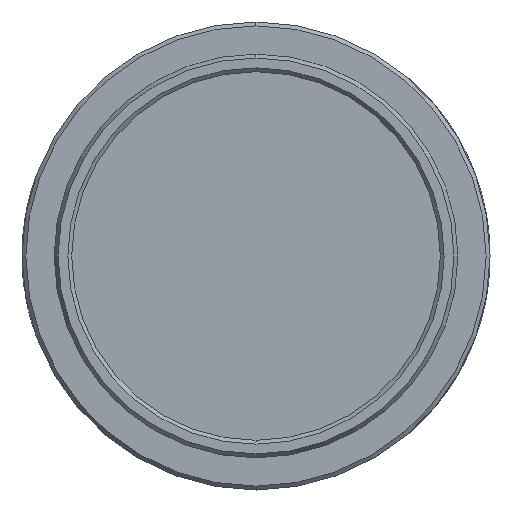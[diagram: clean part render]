
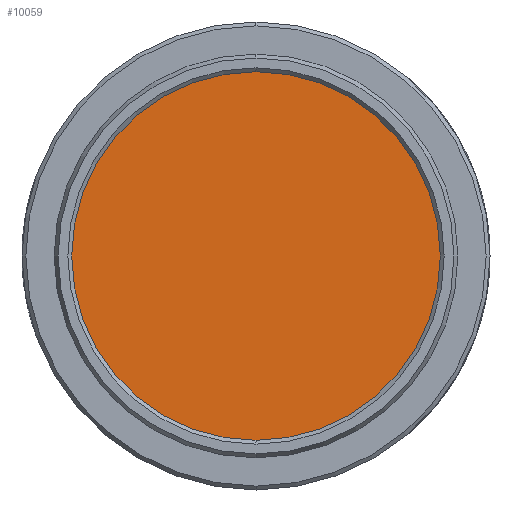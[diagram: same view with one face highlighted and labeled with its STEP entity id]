
A CAD part, left-side view. The second image highlights one B-rep face of the part: STEP entity #10059.
In plain terms, the highlighted planar face has unit normal (-1, 0, 0).
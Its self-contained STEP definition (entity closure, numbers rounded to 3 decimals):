
#500 = DIRECTION ( 'NONE',  ( 1., 0., 0. ) ) ;
#548 = CARTESIAN_POINT ( 'NONE',  ( -7.62, 0., 0. ) ) ;
#1345 = EDGE_LOOP ( 'NONE', ( #5663, #6616 ) ) ;
#1477 = VERTEX_POINT ( 'NONE', #4932 ) ;
#1836 = DIRECTION ( 'NONE',  ( 0., -0.595, -0.804 ) ) ;
#2598 = AXIS2_PLACEMENT_3D ( 'NONE', #14036, #8468, #14466 ) ;
#2920 = AXIS2_PLACEMENT_3D ( 'NONE', #15113, #5383, #1836 ) ;
#4891 = AXIS2_PLACEMENT_3D ( 'NONE', #548, #500, #8890 ) ;
#4932 = CARTESIAN_POINT ( 'NONE',  ( -7.62, -7.518, -10.148 ) ) ;
#5383 = DIRECTION ( 'NONE',  ( 1., 0., 0. ) ) ;
#5663 = ORIENTED_EDGE ( 'NONE', *, *, #7274, .F. ) ;
#6616 = ORIENTED_EDGE ( 'NONE', *, *, #13410, .F. ) ;
#7274 = EDGE_CURVE ( 'NONE', #1477, #9921, #10142, .T. ) ;
#7652 = CARTESIAN_POINT ( 'NONE',  ( -7.62, 7.518, 10.148 ) ) ;
#8468 = DIRECTION ( 'NONE',  ( 1., 0., 0. ) ) ;
#8890 = DIRECTION ( 'NONE',  ( 0., -0.595, -0.804 ) ) ;
#9330 = CIRCLE ( 'NONE', #4891, 12.629 ) ;
#9921 = VERTEX_POINT ( 'NONE', #7652 ) ;
#10059 = ADVANCED_FACE ( 'NONE', ( #14999 ), #13701, .F. ) ;
#10142 = CIRCLE ( 'NONE', #2598, 12.629 ) ;
#13410 = EDGE_CURVE ( 'NONE', #9921, #1477, #9330, .T. ) ;
#13701 = PLANE ( 'NONE',  #2920 ) ;
#14036 = CARTESIAN_POINT ( 'NONE',  ( -7.62, 0., 0. ) ) ;
#14466 = DIRECTION ( 'NONE',  ( 0., -0.595, -0.804 ) ) ;
#14999 = FACE_OUTER_BOUND ( 'NONE', #1345, .T. ) ;
#15113 = CARTESIAN_POINT ( 'NONE',  ( -7.62, 0., 0. ) ) ;
